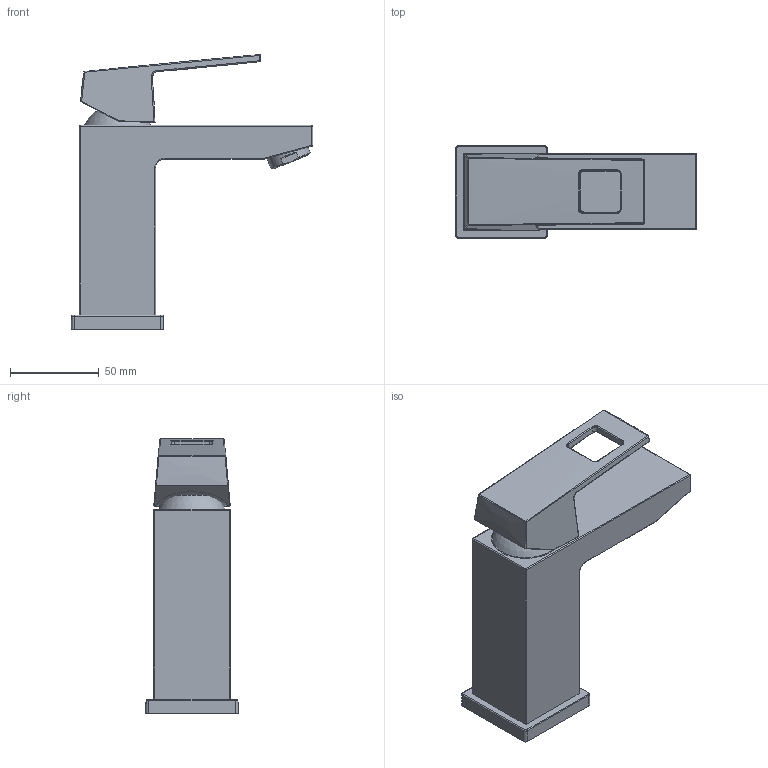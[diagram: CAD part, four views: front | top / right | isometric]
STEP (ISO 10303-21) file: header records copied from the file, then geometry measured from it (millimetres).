
FILE_DESCRIPTION(/* description */ ('Unknown'),/* implementation_level */ '2;1');
FILE_NAME(/* name */ '2339200E New2',/* time_stamp */ '2023-08-01T18:43:34+02:00',/* author */ ('Unknown'),/* organization */ ('GROHE AG'),/* preprocessor_version */ 'ST-DEVELOPER v16.7',/* originating_system */ 'DEX',/* authorisation */ $);
FILE_SCHEMA (('AUTOMOTIVE_DESIGN {1 0 10303 214 3 1 1}'));
Length unit declared in the file: millimetre
Products named in the file (5): 2339200E New2; id59; 1; 401809
Assembly tree (4 placements, depth 2):
  2339200E New2
    2339200E New2
    id59
    1
    401809
Bounding box: 135.98 x 51.97 x 154.83 mm (x, y, z)
Volume: 21517.8 mm3; surface area: 51243.5 mm2
Topology: 1 solids, 5 shells, 128 faces, 358 edges, 224 vertices
Faces by surface type: cylinder 41, bspline 30, plane 28, sphere 13, torus 11, cone 5
Full cylindrical faces by diameter (mm): 23.87 x1
Entity records: 6092 total; most frequent: CARTESIAN_POINT 2486, ORIENTED_EDGE 655, DIRECTION 458, EDGE_CURVE 343, VERTEX_POINT 222, AXIS2_PLACEMENT_3D 187, B_SPLINE_CURVE_WITH_KNOTS 170, EDGE_LOOP 135
